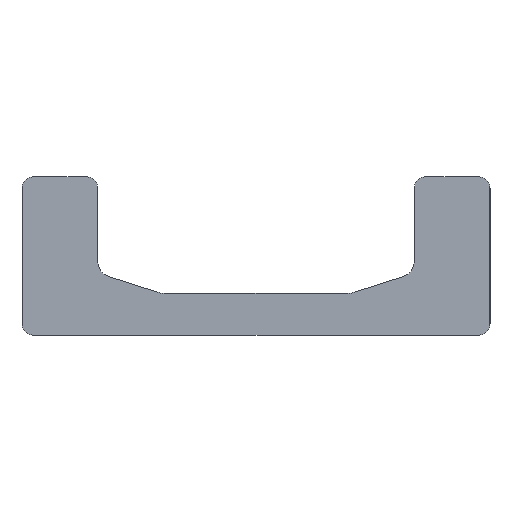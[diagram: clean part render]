
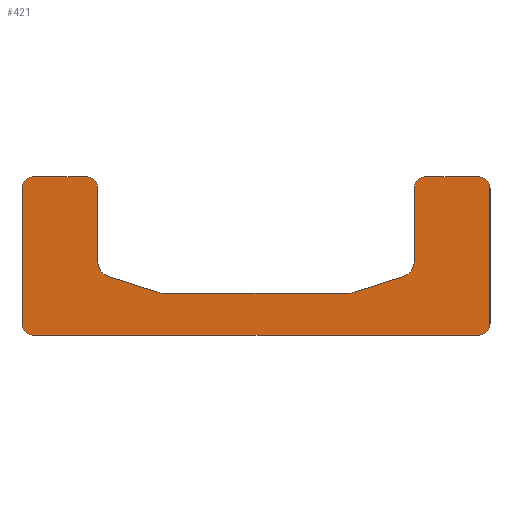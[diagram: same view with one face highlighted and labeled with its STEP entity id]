
A CAD part, left-side view. The second image highlights one B-rep face of the part: STEP entity #421.
In plain terms, the highlighted planar face has unit normal (-1, 0, 0).
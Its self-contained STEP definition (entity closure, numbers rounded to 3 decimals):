
#16=CIRCLE('',#446,3.);
#18=CIRCLE('',#450,3.);
#20=CIRCLE('',#454,3.);
#22=CIRCLE('',#458,4.);
#24=CIRCLE('',#462,5.);
#26=CIRCLE('',#466,5.);
#28=CIRCLE('',#470,4.);
#30=CIRCLE('',#474,3.);
#32=CIRCLE('',#478,3.);
#34=CIRCLE('',#482,3.);
#65=FACE_OUTER_BOUND('',#87,.T.);
#87=EDGE_LOOP('',(#349,#350,#351,#352,#353,#354,#355,#356,#357,#358,#359,
#360,#361,#362,#363,#364,#365,#366,#367,#368));
#91=LINE('',#619,#131);
#96=LINE('',#632,#136);
#100=LINE('',#644,#140);
#104=LINE('',#656,#144);
#108=LINE('',#668,#148);
#112=LINE('',#680,#152);
#116=LINE('',#692,#156);
#120=LINE('',#704,#160);
#124=LINE('',#716,#164);
#128=LINE('',#728,#168);
#131=VECTOR('',#491,10.);
#136=VECTOR('',#504,10.);
#140=VECTOR('',#516,10.);
#144=VECTOR('',#528,10.);
#148=VECTOR('',#540,10.);
#152=VECTOR('',#552,10.);
#156=VECTOR('',#564,10.);
#160=VECTOR('',#576,10.);
#164=VECTOR('',#588,10.);
#168=VECTOR('',#600,10.);
#171=VERTEX_POINT('',#616);
#172=VERTEX_POINT('',#618);
#174=VERTEX_POINT('',#624);
#176=VERTEX_POINT('',#630);
#178=VERTEX_POINT('',#636);
#180=VERTEX_POINT('',#642);
#182=VERTEX_POINT('',#648);
#184=VERTEX_POINT('',#654);
#186=VERTEX_POINT('',#660);
#188=VERTEX_POINT('',#666);
#190=VERTEX_POINT('',#672);
#192=VERTEX_POINT('',#678);
#194=VERTEX_POINT('',#684);
#196=VERTEX_POINT('',#690);
#198=VERTEX_POINT('',#696);
#200=VERTEX_POINT('',#702);
#202=VERTEX_POINT('',#708);
#204=VERTEX_POINT('',#714);
#206=VERTEX_POINT('',#720);
#208=VERTEX_POINT('',#726);
#211=EDGE_CURVE('',#171,#172,#91,.T.);
#215=EDGE_CURVE('',#174,#171,#16,.T.);
#218=EDGE_CURVE('',#176,#174,#96,.T.);
#221=EDGE_CURVE('',#178,#176,#18,.T.);
#224=EDGE_CURVE('',#180,#178,#100,.T.);
#227=EDGE_CURVE('',#182,#180,#20,.T.);
#230=EDGE_CURVE('',#184,#182,#104,.T.);
#233=EDGE_CURVE('',#186,#184,#22,.T.);
#236=EDGE_CURVE('',#188,#186,#108,.T.);
#239=EDGE_CURVE('',#190,#188,#24,.T.);
#242=EDGE_CURVE('',#192,#190,#112,.T.);
#245=EDGE_CURVE('',#194,#192,#26,.T.);
#248=EDGE_CURVE('',#196,#194,#116,.T.);
#251=EDGE_CURVE('',#198,#196,#28,.T.);
#254=EDGE_CURVE('',#200,#198,#120,.T.);
#257=EDGE_CURVE('',#202,#200,#30,.T.);
#260=EDGE_CURVE('',#204,#202,#124,.T.);
#263=EDGE_CURVE('',#206,#204,#32,.T.);
#266=EDGE_CURVE('',#208,#206,#128,.T.);
#268=EDGE_CURVE('',#172,#208,#34,.T.);
#349=ORIENTED_EDGE('',*,*,#268,.F.);
#350=ORIENTED_EDGE('',*,*,#211,.F.);
#351=ORIENTED_EDGE('',*,*,#215,.F.);
#352=ORIENTED_EDGE('',*,*,#218,.F.);
#353=ORIENTED_EDGE('',*,*,#221,.F.);
#354=ORIENTED_EDGE('',*,*,#224,.F.);
#355=ORIENTED_EDGE('',*,*,#227,.F.);
#356=ORIENTED_EDGE('',*,*,#230,.F.);
#357=ORIENTED_EDGE('',*,*,#233,.F.);
#358=ORIENTED_EDGE('',*,*,#236,.F.);
#359=ORIENTED_EDGE('',*,*,#239,.F.);
#360=ORIENTED_EDGE('',*,*,#242,.F.);
#361=ORIENTED_EDGE('',*,*,#245,.F.);
#362=ORIENTED_EDGE('',*,*,#248,.F.);
#363=ORIENTED_EDGE('',*,*,#251,.F.);
#364=ORIENTED_EDGE('',*,*,#254,.F.);
#365=ORIENTED_EDGE('',*,*,#257,.F.);
#366=ORIENTED_EDGE('',*,*,#260,.F.);
#367=ORIENTED_EDGE('',*,*,#263,.F.);
#368=ORIENTED_EDGE('',*,*,#266,.F.);
#399=PLANE('',#483);
#421=ADVANCED_FACE('',(#65),#399,.F.);
#446=AXIS2_PLACEMENT_3D('',#626,#498,#499);
#450=AXIS2_PLACEMENT_3D('',#638,#510,#511);
#454=AXIS2_PLACEMENT_3D('',#650,#522,#523);
#458=AXIS2_PLACEMENT_3D('',#662,#534,#535);
#462=AXIS2_PLACEMENT_3D('',#674,#546,#547);
#466=AXIS2_PLACEMENT_3D('',#686,#558,#559);
#470=AXIS2_PLACEMENT_3D('',#698,#570,#571);
#474=AXIS2_PLACEMENT_3D('',#710,#582,#583);
#478=AXIS2_PLACEMENT_3D('',#722,#594,#595);
#482=AXIS2_PLACEMENT_3D('',#731,#605,#606);
#483=AXIS2_PLACEMENT_3D('',#732,#607,#608);
#491=DIRECTION('',(0.,1.,0.));
#498=DIRECTION('center_axis',(1.,0.,0.));
#499=DIRECTION('ref_axis',(0.,-1.,0.));
#504=DIRECTION('',(0.,0.,-1.));
#510=DIRECTION('center_axis',(1.,0.,0.));
#511=DIRECTION('ref_axis',(0.,0.,1.));
#516=DIRECTION('',(0.,-1.,0.));
#522=DIRECTION('center_axis',(1.,0.,0.));
#523=DIRECTION('ref_axis',(0.,1.,0.));
#528=DIRECTION('',(0.,0.,1.));
#534=DIRECTION('center_axis',(-1.,0.,0.));
#535=DIRECTION('ref_axis',(0.,1.,0.));
#540=DIRECTION('',(0.,-0.953,0.303));
#546=DIRECTION('center_axis',(-1.,0.,0.));
#547=DIRECTION('ref_axis',(0.,0.303,0.953));
#552=DIRECTION('',(0.,-1.,0.));
#558=DIRECTION('center_axis',(-1.,0.,0.));
#559=DIRECTION('ref_axis',(0.,0.,1.));
#564=DIRECTION('',(0.,-0.953,-0.303));
#570=DIRECTION('center_axis',(-1.,0.,0.));
#571=DIRECTION('ref_axis',(0.,-0.303,0.953));
#576=DIRECTION('',(0.,0.,-1.));
#582=DIRECTION('center_axis',(1.,0.,0.));
#583=DIRECTION('ref_axis',(0.,0.,1.));
#588=DIRECTION('',(0.,-1.,0.));
#594=DIRECTION('center_axis',(1.,0.,0.));
#595=DIRECTION('ref_axis',(0.,1.,0.));
#600=DIRECTION('',(0.,0.,1.));
#605=DIRECTION('center_axis',(1.,0.,0.));
#606=DIRECTION('ref_axis',(0.,0.,-1.));
#607=DIRECTION('center_axis',(1.,0.,0.));
#608=DIRECTION('ref_axis',(0.,0.,-1.));
#616=CARTESIAN_POINT('',(0.,-57.65,0.));
#618=CARTESIAN_POINT('',(0.,57.65,0.));
#619=CARTESIAN_POINT('',(0.,-57.65,0.));
#624=CARTESIAN_POINT('',(0.,-60.65,3.));
#626=CARTESIAN_POINT('Origin',(0.,-57.65,3.));
#630=CARTESIAN_POINT('',(0.,-60.65,38.));
#632=CARTESIAN_POINT('',(0.,-60.65,38.));
#636=CARTESIAN_POINT('',(0.,-57.65,41.));
#638=CARTESIAN_POINT('Origin',(0.,-57.65,38.));
#642=CARTESIAN_POINT('',(0.,-44.,41.));
#644=CARTESIAN_POINT('',(0.,-44.,41.));
#648=CARTESIAN_POINT('',(0.,-41.,38.));
#650=CARTESIAN_POINT('Origin',(0.,-44.,38.));
#654=CARTESIAN_POINT('',(0.,-41.,19.011));
#656=CARTESIAN_POINT('',(0.,-41.,19.011));
#660=CARTESIAN_POINT('',(0.,-38.214,15.2));
#662=CARTESIAN_POINT('Origin',(0.,-37.,19.011));
#666=CARTESIAN_POINT('',(0.,-25.14,11.036));
#668=CARTESIAN_POINT('',(0.,-25.14,11.036));
#672=CARTESIAN_POINT('',(0.,-23.623,10.8));
#674=CARTESIAN_POINT('Origin',(0.,-23.623,15.8));
#678=CARTESIAN_POINT('',(0.,23.623,10.8));
#680=CARTESIAN_POINT('',(0.,23.623,10.8));
#684=CARTESIAN_POINT('',(0.,25.14,11.036));
#686=CARTESIAN_POINT('Origin',(0.,23.623,15.8));
#690=CARTESIAN_POINT('',(0.,38.214,15.2));
#692=CARTESIAN_POINT('',(0.,38.214,15.2));
#696=CARTESIAN_POINT('',(0.,41.,19.011));
#698=CARTESIAN_POINT('Origin',(0.,37.,19.011));
#702=CARTESIAN_POINT('',(0.,41.,38.));
#704=CARTESIAN_POINT('',(0.,41.,38.));
#708=CARTESIAN_POINT('',(0.,44.,41.));
#710=CARTESIAN_POINT('Origin',(0.,44.,38.));
#714=CARTESIAN_POINT('',(0.,57.65,41.));
#716=CARTESIAN_POINT('',(0.,57.65,41.));
#720=CARTESIAN_POINT('',(0.,60.65,38.));
#722=CARTESIAN_POINT('Origin',(0.,57.65,38.));
#726=CARTESIAN_POINT('',(0.,60.65,3.));
#728=CARTESIAN_POINT('',(0.,60.65,3.));
#731=CARTESIAN_POINT('Origin',(0.,57.65,3.));
#732=CARTESIAN_POINT('Origin',(0.,0.,14.924));
